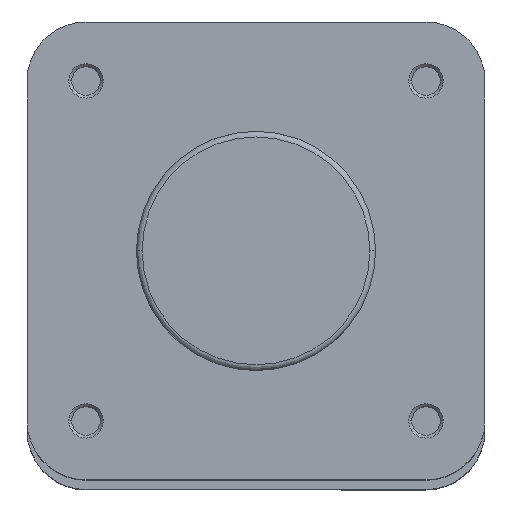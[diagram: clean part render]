
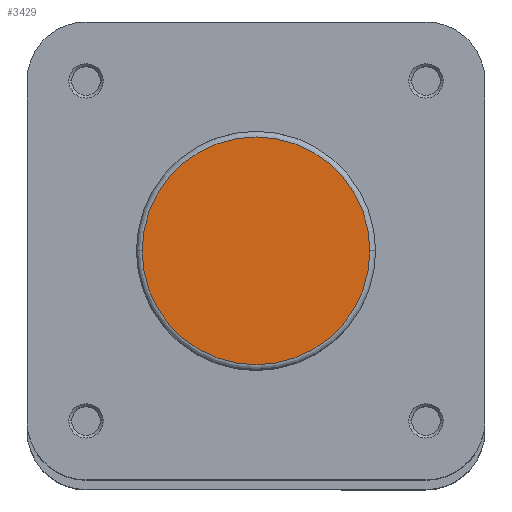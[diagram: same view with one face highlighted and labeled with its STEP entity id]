
A CAD part, top view. The second image highlights one B-rep face of the part: STEP entity #3429.
In plain terms, the highlighted planar face has unit normal (0, 0, 1).
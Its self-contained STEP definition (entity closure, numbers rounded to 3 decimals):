
#162 = VERTEX_POINT ( 'NONE', #382 ) ;
#173 = VERTEX_POINT ( 'NONE', #393 ) ;
#382 = CARTESIAN_POINT ( 'NONE',  ( 19.9, 0., 0. ) ) ;
#393 = CARTESIAN_POINT ( 'NONE',  ( -19.9, 0., 0. ) ) ;
#1244 = CARTESIAN_POINT ( 'NONE',  ( 0., 0., 0. ) ) ;
#1245 = DIRECTION ( 'NONE',  ( 0., 0., 1. ) ) ;
#1246 = DIRECTION ( 'NONE',  ( -1., 0., 0. ) ) ;
#1322 = AXIS2_PLACEMENT_3D ( 'NONE', #4314, #4321, #4322 ) ;
#1345 = AXIS2_PLACEMENT_3D ( 'NONE', #4405, #4411, #4412 ) ;
#1719 = EDGE_CURVE ( 'NONE', #162, #173, #3274, .T. ) ;
#1771 = EDGE_CURVE ( 'NONE', #173, #162, #3351, .T. ) ;
#1952 = AXIS2_PLACEMENT_3D ( 'NONE', #1244, #1245, #1246 ) ;
#2401 = EDGE_LOOP ( 'NONE', ( #2673, #2672 ) ) ;
#2672 = ORIENTED_EDGE ( 'NONE', *, *, #1719, .T. ) ;
#2673 = ORIENTED_EDGE ( 'NONE', *, *, #1771, .T. ) ;
#3274 = CIRCLE ( 'NONE', #1952, 19.9 ) ;
#3351 = CIRCLE ( 'NONE', #1322, 19.9 ) ;
#3384 = FACE_OUTER_BOUND ( 'NONE', #2401, .T. ) ;
#3429 = ADVANCED_FACE ( 'NONE', ( #3384 ), #4402, .F. ) ;
#4314 = CARTESIAN_POINT ( 'NONE',  ( 0., 0., 0. ) ) ;
#4321 = DIRECTION ( 'NONE',  ( 0., 0., 1. ) ) ;
#4322 = DIRECTION ( 'NONE',  ( -1., 0., 0. ) ) ;
#4402 = PLANE ( 'NONE',  #1345 ) ;
#4405 = CARTESIAN_POINT ( 'NONE',  ( 0., 20.9, 0. ) ) ;
#4411 = DIRECTION ( 'NONE',  ( 0., 0., -1. ) ) ;
#4412 = DIRECTION ( 'NONE',  ( -1., 0., 0. ) ) ;
